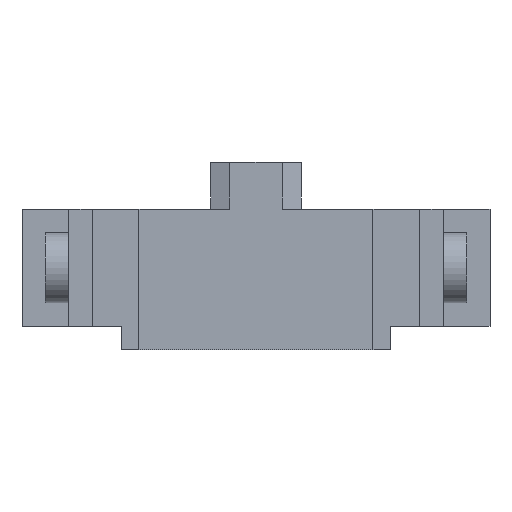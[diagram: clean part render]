
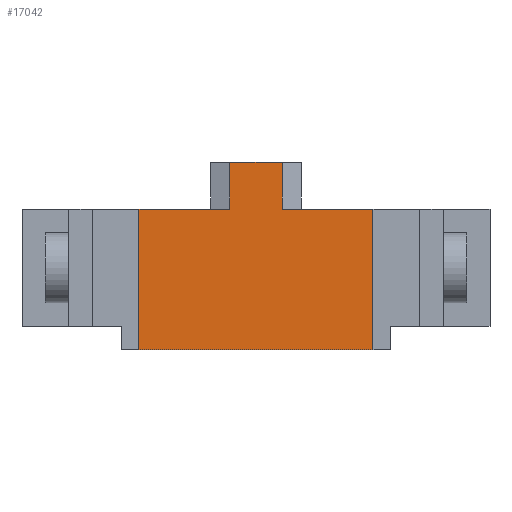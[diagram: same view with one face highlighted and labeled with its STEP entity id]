
A CAD part, front view. The second image highlights one B-rep face of the part: STEP entity #17042.
In plain terms, the highlighted planar face has unit normal (0, -1, 0).
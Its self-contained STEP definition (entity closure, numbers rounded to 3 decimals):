
#3236 = PLANE('',#3237);
#3237 = AXIS2_PLACEMENT_3D('',#3238,#3239,#3240);
#3238 = CARTESIAN_POINT('',(-12.8,20.,3.2));
#3239 = DIRECTION('',(0.,0.,1.));
#3240 = DIRECTION('',(0.,-1.,0.));
#4101 = PLANE('',#4102);
#4102 = AXIS2_PLACEMENT_3D('',#4103,#4104,#4105);
#4103 = CARTESIAN_POINT('',(8.,-19.6,3.2));
#4104 = DIRECTION('',(-1.,0.,0.));
#4105 = DIRECTION('',(0.,-1.,0.));
#4129 = PLANE('',#4130);
#4130 = AXIS2_PLACEMENT_3D('',#4131,#4132,#4133);
#4131 = CARTESIAN_POINT('',(0.,-12.,-6.4));
#4132 = DIRECTION('',(0.,0.,1.));
#4133 = DIRECTION('',(1.,0.,-0.));
#5088 = PLANE('',#5089);
#5089 = AXIS2_PLACEMENT_3D('',#5090,#5091,#5092);
#5090 = CARTESIAN_POINT('',(-8.,-19.6,3.2));
#5091 = DIRECTION('',(-1.,0.,0.));
#5092 = DIRECTION('',(0.,-1.,0.));
#5116 = PLANE('',#5117);
#5117 = AXIS2_PLACEMENT_3D('',#5118,#5119,#5120);
#5118 = CARTESIAN_POINT('',(-12.8,20.,3.2));
#5119 = DIRECTION('',(0.,0.,1.));
#5120 = DIRECTION('',(0.,-1.,0.));
#11504 = VERTEX_POINT('',#11505);
#11505 = CARTESIAN_POINT('',(1.8,-20.,3.2));
#11519 = PLANE('',#11520);
#11520 = AXIS2_PLACEMENT_3D('',#11521,#11522,#11523);
#11521 = CARTESIAN_POINT('',(1.8,-20.,6.4));
#11522 = DIRECTION('',(1.,-0.,0.));
#11523 = DIRECTION('',(0.,0.,-1.));
#11531 = EDGE_CURVE('',#11532,#11504,#11534,.T.);
#11532 = VERTEX_POINT('',#11533);
#11533 = CARTESIAN_POINT('',(8.,-20.,3.2));
#11534 = SURFACE_CURVE('',#11535,(#11539,#11546),.PCURVE_S1.);
#11535 = LINE('',#11536,#11537);
#11536 = CARTESIAN_POINT('',(12.8,-20.,3.2));
#11537 = VECTOR('',#11538,1.);
#11538 = DIRECTION('',(-1.,0.,0.));
#11539 = PCURVE('',#3236,#11540);
#11540 = DEFINITIONAL_REPRESENTATION('',(#11541),#11545);
#11541 = LINE('',#11542,#11543);
#11542 = CARTESIAN_POINT('',(40.,25.6));
#11543 = VECTOR('',#11544,1.);
#11544 = DIRECTION('',(0.,-1.));
#11545 = ( GEOMETRIC_REPRESENTATION_CONTEXT(2) 
PARAMETRIC_REPRESENTATION_CONTEXT() REPRESENTATION_CONTEXT('2D SPACE',''
  ) );
#11546 = PCURVE('',#11547,#11552);
#11547 = PLANE('',#11548);
#11548 = AXIS2_PLACEMENT_3D('',#11549,#11550,#11551);
#11549 = CARTESIAN_POINT('',(12.8,-20.,-4.8));
#11550 = DIRECTION('',(0.,1.,0.));
#11551 = DIRECTION('',(0.,0.,1.));
#11552 = DEFINITIONAL_REPRESENTATION('',(#11553),#11557);
#11553 = LINE('',#11554,#11555);
#11554 = CARTESIAN_POINT('',(8.,0.));
#11555 = VECTOR('',#11556,1.);
#11556 = DIRECTION('',(0.,-1.));
#11557 = ( GEOMETRIC_REPRESENTATION_CONTEXT(2) 
PARAMETRIC_REPRESENTATION_CONTEXT() REPRESENTATION_CONTEXT('2D SPACE',''
  ) );
#12243 = VERTEX_POINT('',#12244);
#12244 = CARTESIAN_POINT('',(-8.,-20.,-6.4));
#12265 = EDGE_CURVE('',#12243,#12266,#12268,.T.);
#12266 = VERTEX_POINT('',#12267);
#12267 = CARTESIAN_POINT('',(8.,-20.,-6.4));
#12268 = SURFACE_CURVE('',#12269,(#12273,#12280),.PCURVE_S1.);
#12269 = LINE('',#12270,#12271);
#12270 = CARTESIAN_POINT('',(-12.8,-20.,-6.4));
#12271 = VECTOR('',#12272,1.);
#12272 = DIRECTION('',(1.,0.,0.));
#12273 = PCURVE('',#4129,#12274);
#12274 = DEFINITIONAL_REPRESENTATION('',(#12275),#12279);
#12275 = LINE('',#12276,#12277);
#12276 = CARTESIAN_POINT('',(-12.8,-8.));
#12277 = VECTOR('',#12278,1.);
#12278 = DIRECTION('',(1.,0.));
#12279 = ( GEOMETRIC_REPRESENTATION_CONTEXT(2) 
PARAMETRIC_REPRESENTATION_CONTEXT() REPRESENTATION_CONTEXT('2D SPACE',''
  ) );
#12280 = PCURVE('',#11547,#12281);
#12281 = DEFINITIONAL_REPRESENTATION('',(#12282),#12286);
#12282 = LINE('',#12283,#12284);
#12283 = CARTESIAN_POINT('',(-1.6,-25.6));
#12284 = VECTOR('',#12285,1.);
#12285 = DIRECTION('',(0.,1.));
#12286 = ( GEOMETRIC_REPRESENTATION_CONTEXT(2) 
PARAMETRIC_REPRESENTATION_CONTEXT() REPRESENTATION_CONTEXT('2D SPACE',''
  ) );
#12651 = EDGE_CURVE('',#12266,#11532,#12652,.T.);
#12652 = SURFACE_CURVE('',#12653,(#12657,#12664),.PCURVE_S1.);
#12653 = LINE('',#12654,#12655);
#12654 = CARTESIAN_POINT('',(8.,-20.,-0.8));
#12655 = VECTOR('',#12656,1.);
#12656 = DIRECTION('',(0.,-0.,1.));
#12657 = PCURVE('',#4101,#12658);
#12658 = DEFINITIONAL_REPRESENTATION('',(#12659),#12663);
#12659 = LINE('',#12660,#12661);
#12660 = CARTESIAN_POINT('',(0.4,-4.));
#12661 = VECTOR('',#12662,1.);
#12662 = DIRECTION('',(0.,1.));
#12663 = ( GEOMETRIC_REPRESENTATION_CONTEXT(2) 
PARAMETRIC_REPRESENTATION_CONTEXT() REPRESENTATION_CONTEXT('2D SPACE',''
  ) );
#12664 = PCURVE('',#11547,#12665);
#12665 = DEFINITIONAL_REPRESENTATION('',(#12666),#12670);
#12666 = LINE('',#12667,#12668);
#12667 = CARTESIAN_POINT('',(4.,-4.8));
#12668 = VECTOR('',#12669,1.);
#12669 = DIRECTION('',(1.,0.));
#12670 = ( GEOMETRIC_REPRESENTATION_CONTEXT(2) 
PARAMETRIC_REPRESENTATION_CONTEXT() REPRESENTATION_CONTEXT('2D SPACE',''
  ) );
#12930 = VERTEX_POINT('',#12931);
#12931 = CARTESIAN_POINT('',(-8.,-20.,3.2));
#12952 = EDGE_CURVE('',#12953,#12930,#12955,.T.);
#12953 = VERTEX_POINT('',#12954);
#12954 = CARTESIAN_POINT('',(-1.8,-20.,3.2));
#12955 = SURFACE_CURVE('',#12956,(#12960,#12967),.PCURVE_S1.);
#12956 = LINE('',#12957,#12958);
#12957 = CARTESIAN_POINT('',(12.8,-20.,3.2));
#12958 = VECTOR('',#12959,1.);
#12959 = DIRECTION('',(-1.,0.,0.));
#12960 = PCURVE('',#5116,#12961);
#12961 = DEFINITIONAL_REPRESENTATION('',(#12962),#12966);
#12962 = LINE('',#12963,#12964);
#12963 = CARTESIAN_POINT('',(40.,25.6));
#12964 = VECTOR('',#12965,1.);
#12965 = DIRECTION('',(0.,-1.));
#12966 = ( GEOMETRIC_REPRESENTATION_CONTEXT(2) 
PARAMETRIC_REPRESENTATION_CONTEXT() REPRESENTATION_CONTEXT('2D SPACE',''
  ) );
#12967 = PCURVE('',#11547,#12968);
#12968 = DEFINITIONAL_REPRESENTATION('',(#12969),#12973);
#12969 = LINE('',#12970,#12971);
#12970 = CARTESIAN_POINT('',(8.,0.));
#12971 = VECTOR('',#12972,1.);
#12972 = DIRECTION('',(0.,-1.));
#12973 = ( GEOMETRIC_REPRESENTATION_CONTEXT(2) 
PARAMETRIC_REPRESENTATION_CONTEXT() REPRESENTATION_CONTEXT('2D SPACE',''
  ) );
#12991 = PLANE('',#12992);
#12992 = AXIS2_PLACEMENT_3D('',#12993,#12994,#12995);
#12993 = CARTESIAN_POINT('',(-1.8,-20.,3.2));
#12994 = DIRECTION('',(-1.,0.,0.));
#12995 = DIRECTION('',(0.,0.,1.));
#15779 = EDGE_CURVE('',#12243,#12930,#15780,.T.);
#15780 = SURFACE_CURVE('',#15781,(#15785,#15792),.PCURVE_S1.);
#15781 = LINE('',#15782,#15783);
#15782 = CARTESIAN_POINT('',(-8.,-20.,-0.8));
#15783 = VECTOR('',#15784,1.);
#15784 = DIRECTION('',(0.,-0.,1.));
#15785 = PCURVE('',#5088,#15786);
#15786 = DEFINITIONAL_REPRESENTATION('',(#15787),#15791);
#15787 = LINE('',#15788,#15789);
#15788 = CARTESIAN_POINT('',(0.4,-4.));
#15789 = VECTOR('',#15790,1.);
#15790 = DIRECTION('',(0.,1.));
#15791 = ( GEOMETRIC_REPRESENTATION_CONTEXT(2) 
PARAMETRIC_REPRESENTATION_CONTEXT() REPRESENTATION_CONTEXT('2D SPACE',''
  ) );
#15792 = PCURVE('',#11547,#15793);
#15793 = DEFINITIONAL_REPRESENTATION('',(#15794),#15798);
#15794 = LINE('',#15795,#15796);
#15795 = CARTESIAN_POINT('',(4.,-20.8));
#15796 = VECTOR('',#15797,1.);
#15797 = DIRECTION('',(1.,0.));
#15798 = ( GEOMETRIC_REPRESENTATION_CONTEXT(2) 
PARAMETRIC_REPRESENTATION_CONTEXT() REPRESENTATION_CONTEXT('2D SPACE',''
  ) );
#16402 = PLANE('',#16403);
#16403 = AXIS2_PLACEMENT_3D('',#16404,#16405,#16406);
#16404 = CARTESIAN_POINT('',(-1.8,-20.,6.4));
#16405 = DIRECTION('',(0.,0.,1.));
#16406 = DIRECTION('',(1.,0.,-0.));
#17042 = ADVANCED_FACE('',(#17043),#11547,.F.);
#17043 = FACE_BOUND('',#17044,.F.);
#17044 = EDGE_LOOP('',(#17045,#17046,#17047,#17048,#17049,#17072,#17095,
    #17116));
#17045 = ORIENTED_EDGE('',*,*,#12651,.F.);
#17046 = ORIENTED_EDGE('',*,*,#12265,.F.);
#17047 = ORIENTED_EDGE('',*,*,#15779,.T.);
#17048 = ORIENTED_EDGE('',*,*,#12952,.F.);
#17049 = ORIENTED_EDGE('',*,*,#17050,.T.);
#17050 = EDGE_CURVE('',#12953,#17051,#17053,.T.);
#17051 = VERTEX_POINT('',#17052);
#17052 = CARTESIAN_POINT('',(-1.8,-20.,6.4));
#17053 = SURFACE_CURVE('',#17054,(#17058,#17065),.PCURVE_S1.);
#17054 = LINE('',#17055,#17056);
#17055 = CARTESIAN_POINT('',(-1.8,-20.,3.2));
#17056 = VECTOR('',#17057,1.);
#17057 = DIRECTION('',(0.,0.,1.));
#17058 = PCURVE('',#11547,#17059);
#17059 = DEFINITIONAL_REPRESENTATION('',(#17060),#17064);
#17060 = LINE('',#17061,#17062);
#17061 = CARTESIAN_POINT('',(8.,-14.6));
#17062 = VECTOR('',#17063,1.);
#17063 = DIRECTION('',(1.,0.));
#17064 = ( GEOMETRIC_REPRESENTATION_CONTEXT(2) 
PARAMETRIC_REPRESENTATION_CONTEXT() REPRESENTATION_CONTEXT('2D SPACE',''
  ) );
#17065 = PCURVE('',#12991,#17066);
#17066 = DEFINITIONAL_REPRESENTATION('',(#17067),#17071);
#17067 = LINE('',#17068,#17069);
#17068 = CARTESIAN_POINT('',(0.,0.));
#17069 = VECTOR('',#17070,1.);
#17070 = DIRECTION('',(1.,0.));
#17071 = ( GEOMETRIC_REPRESENTATION_CONTEXT(2) 
PARAMETRIC_REPRESENTATION_CONTEXT() REPRESENTATION_CONTEXT('2D SPACE',''
  ) );
#17072 = ORIENTED_EDGE('',*,*,#17073,.T.);
#17073 = EDGE_CURVE('',#17051,#17074,#17076,.T.);
#17074 = VERTEX_POINT('',#17075);
#17075 = CARTESIAN_POINT('',(1.8,-20.,6.4));
#17076 = SURFACE_CURVE('',#17077,(#17081,#17088),.PCURVE_S1.);
#17077 = LINE('',#17078,#17079);
#17078 = CARTESIAN_POINT('',(-1.8,-20.,6.4));
#17079 = VECTOR('',#17080,1.);
#17080 = DIRECTION('',(1.,0.,-0.));
#17081 = PCURVE('',#11547,#17082);
#17082 = DEFINITIONAL_REPRESENTATION('',(#17083),#17087);
#17083 = LINE('',#17084,#17085);
#17084 = CARTESIAN_POINT('',(11.2,-14.6));
#17085 = VECTOR('',#17086,1.);
#17086 = DIRECTION('',(0.,1.));
#17087 = ( GEOMETRIC_REPRESENTATION_CONTEXT(2) 
PARAMETRIC_REPRESENTATION_CONTEXT() REPRESENTATION_CONTEXT('2D SPACE',''
  ) );
#17088 = PCURVE('',#16402,#17089);
#17089 = DEFINITIONAL_REPRESENTATION('',(#17090),#17094);
#17090 = LINE('',#17091,#17092);
#17091 = CARTESIAN_POINT('',(0.,0.));
#17092 = VECTOR('',#17093,1.);
#17093 = DIRECTION('',(1.,0.));
#17094 = ( GEOMETRIC_REPRESENTATION_CONTEXT(2) 
PARAMETRIC_REPRESENTATION_CONTEXT() REPRESENTATION_CONTEXT('2D SPACE',''
  ) );
#17095 = ORIENTED_EDGE('',*,*,#17096,.T.);
#17096 = EDGE_CURVE('',#17074,#11504,#17097,.T.);
#17097 = SURFACE_CURVE('',#17098,(#17102,#17109),.PCURVE_S1.);
#17098 = LINE('',#17099,#17100);
#17099 = CARTESIAN_POINT('',(1.8,-20.,6.4));
#17100 = VECTOR('',#17101,1.);
#17101 = DIRECTION('',(0.,0.,-1.));
#17102 = PCURVE('',#11547,#17103);
#17103 = DEFINITIONAL_REPRESENTATION('',(#17104),#17108);
#17104 = LINE('',#17105,#17106);
#17105 = CARTESIAN_POINT('',(11.2,-11.));
#17106 = VECTOR('',#17107,1.);
#17107 = DIRECTION('',(-1.,0.));
#17108 = ( GEOMETRIC_REPRESENTATION_CONTEXT(2) 
PARAMETRIC_REPRESENTATION_CONTEXT() REPRESENTATION_CONTEXT('2D SPACE',''
  ) );
#17109 = PCURVE('',#11519,#17110);
#17110 = DEFINITIONAL_REPRESENTATION('',(#17111),#17115);
#17111 = LINE('',#17112,#17113);
#17112 = CARTESIAN_POINT('',(0.,0.));
#17113 = VECTOR('',#17114,1.);
#17114 = DIRECTION('',(1.,0.));
#17115 = ( GEOMETRIC_REPRESENTATION_CONTEXT(2) 
PARAMETRIC_REPRESENTATION_CONTEXT() REPRESENTATION_CONTEXT('2D SPACE',''
  ) );
#17116 = ORIENTED_EDGE('',*,*,#11531,.F.);
